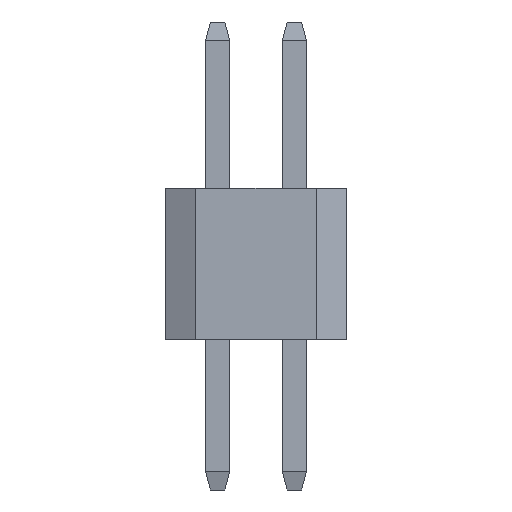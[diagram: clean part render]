
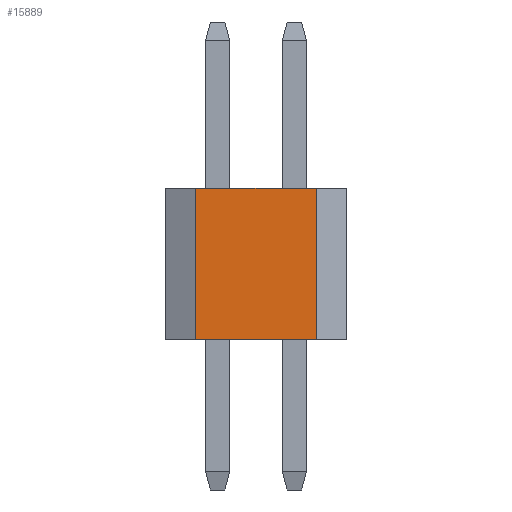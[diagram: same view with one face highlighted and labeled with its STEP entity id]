
A CAD part, left-side view. The second image highlights one B-rep face of the part: STEP entity #15889.
In plain terms, the highlighted planar face has unit normal (-1, 0, 0).
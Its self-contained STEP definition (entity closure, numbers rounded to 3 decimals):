
#109 = VERTEX_POINT ( 'NONE', #7417 ) ;
#301 = EDGE_LOOP ( 'NONE', ( #13023, #1365, #5973, #1876 ) ) ;
#806 = EDGE_CURVE ( 'NONE', #109, #5269, #2083, .T. ) ;
#1365 = ORIENTED_EDGE ( 'NONE', *, *, #806, .T. ) ;
#1608 = FACE_OUTER_BOUND ( 'NONE', #301, .T. ) ;
#1876 = ORIENTED_EDGE ( 'NONE', *, *, #7363, .F. ) ;
#2083 = LINE ( 'NONE', #8368, #5374 ) ;
#2217 = CARTESIAN_POINT ( 'NONE',  ( -8.89, -1., 2.5 ) ) ;
#2356 = VERTEX_POINT ( 'NONE', #7474 ) ;
#2788 = CARTESIAN_POINT ( 'NONE',  ( -8.89, -1.5, 2.5 ) ) ;
#3350 = VECTOR ( 'NONE', #7798, 1000. ) ;
#4372 = DIRECTION ( 'NONE',  ( 0., 0., -1. ) ) ;
#4992 = DIRECTION ( 'NONE',  ( 0., -1., 0. ) ) ;
#5269 = VERTEX_POINT ( 'NONE', #2217 ) ;
#5347 = DIRECTION ( 'NONE',  ( 1., 0., 0. ) ) ;
#5374 = VECTOR ( 'NONE', #7143, 1000. ) ;
#5406 = LINE ( 'NONE', #9330, #3350 ) ;
#5639 = EDGE_CURVE ( 'NONE', #8739, #5269, #11354, .T. ) ;
#5776 = DIRECTION ( 'NONE',  ( 0., 0., 1. ) ) ;
#5973 = ORIENTED_EDGE ( 'NONE', *, *, #5639, .F. ) ;
#6086 = VECTOR ( 'NONE', #4992, 1000. ) ;
#6584 = PLANE ( 'NONE',  #13745 ) ;
#7018 = LINE ( 'NONE', #11998, #14025 ) ;
#7143 = DIRECTION ( 'NONE',  ( 0., 0., 1. ) ) ;
#7363 = EDGE_CURVE ( 'NONE', #2356, #8739, #7018, .T. ) ;
#7417 = CARTESIAN_POINT ( 'NONE',  ( -8.89, -1., 0. ) ) ;
#7421 = EDGE_CURVE ( 'NONE', #2356, #109, #5406, .T. ) ;
#7474 = CARTESIAN_POINT ( 'NONE',  ( -8.89, 1., 0. ) ) ;
#7798 = DIRECTION ( 'NONE',  ( 0., -1., 0. ) ) ;
#8368 = CARTESIAN_POINT ( 'NONE',  ( -8.89, -1., 0. ) ) ;
#8739 = VERTEX_POINT ( 'NONE', #15219 ) ;
#9330 = CARTESIAN_POINT ( 'NONE',  ( -8.89, -1.5, 0. ) ) ;
#11354 = LINE ( 'NONE', #2788, #6086 ) ;
#11998 = CARTESIAN_POINT ( 'NONE',  ( -8.89, 1., 0. ) ) ;
#13023 = ORIENTED_EDGE ( 'NONE', *, *, #7421, .T. ) ;
#13745 = AXIS2_PLACEMENT_3D ( 'NONE', #15226, #5347, #4372 ) ;
#14025 = VECTOR ( 'NONE', #5776, 1000. ) ;
#15219 = CARTESIAN_POINT ( 'NONE',  ( -8.89, 1., 2.5 ) ) ;
#15226 = CARTESIAN_POINT ( 'NONE',  ( -8.89, -1.5, 2.5 ) ) ;
#15889 = ADVANCED_FACE ( 'NONE', ( #1608 ), #6584, .F. ) ;
